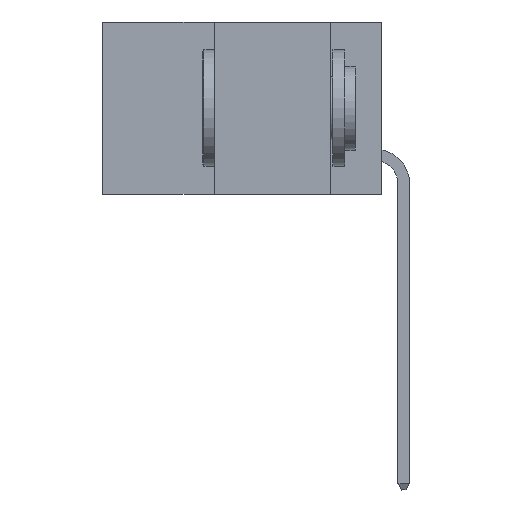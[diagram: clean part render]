
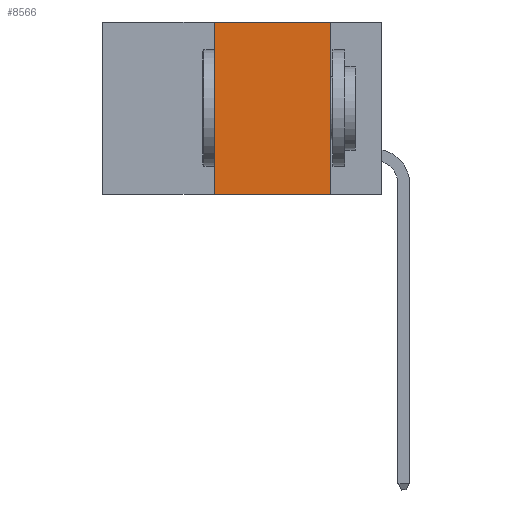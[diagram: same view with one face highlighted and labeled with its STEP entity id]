
A CAD part, left-side view. The second image highlights one B-rep face of the part: STEP entity #8566.
In plain terms, the highlighted planar face has unit normal (-1, 0, 0).
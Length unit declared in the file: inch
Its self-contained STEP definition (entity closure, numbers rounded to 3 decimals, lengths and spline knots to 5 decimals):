
#188 = VECTOR ( 'NONE', #6377, 39.37008 ) ;
#421 = DIRECTION ( 'NONE',  ( 1., 0., 0. ) ) ;
#801 = VERTEX_POINT ( 'NONE', #3115 ) ;
#1311 = LINE ( 'NONE', #9643, #8692 ) ;
#1956 = ORIENTED_EDGE ( 'NONE', *, *, #10842, .F. ) ;
#2014 = EDGE_CURVE ( 'NONE', #5639, #801, #4859, .T. ) ;
#3000 = FACE_OUTER_BOUND ( 'NONE', #8586, .T. ) ;
#3115 = CARTESIAN_POINT ( 'NONE',  ( 0., 0.11, -0.37 ) ) ;
#3284 = PLANE ( 'NONE',  #5809 ) ;
#3338 = VERTEX_POINT ( 'NONE', #10887 ) ;
#3742 = VERTEX_POINT ( 'NONE', #4554 ) ;
#4033 = ORIENTED_EDGE ( 'NONE', *, *, #7005, .F. ) ;
#4289 = DIRECTION ( 'NONE',  ( 0., 0., -1. ) ) ;
#4554 = CARTESIAN_POINT ( 'NONE',  ( 0., 0.36, 0. ) ) ;
#4574 = CARTESIAN_POINT ( 'NONE',  ( 0., 0.6, 0. ) ) ;
#4859 = LINE ( 'NONE', #9482, #6357 ) ;
#5639 = VERTEX_POINT ( 'NONE', #7646 ) ;
#5809 = AXIS2_PLACEMENT_3D ( 'NONE', #11247, #421, #4289 ) ;
#5860 = DIRECTION ( 'NONE',  ( 0., 0., -1. ) ) ;
#5881 = ORIENTED_EDGE ( 'NONE', *, *, #2014, .F. ) ;
#6037 = ORIENTED_EDGE ( 'NONE', *, *, #8932, .T. ) ;
#6357 = VECTOR ( 'NONE', #5860, 39.37008 ) ;
#6377 = DIRECTION ( 'NONE',  ( 0., -1., 0. ) ) ;
#6688 = LINE ( 'NONE', #9439, #9161 ) ;
#7005 = EDGE_CURVE ( 'NONE', #3338, #3742, #6688, .T. ) ;
#7646 = CARTESIAN_POINT ( 'NONE',  ( 0., 0.11, 0. ) ) ;
#8566 = ADVANCED_FACE ( 'NONE', ( #3000 ), #3284, .F. ) ;
#8586 = EDGE_LOOP ( 'NONE', ( #5881, #1956, #4033, #6037 ) ) ;
#8692 = VECTOR ( 'NONE', #10788, 39.37008 ) ;
#8932 = EDGE_CURVE ( 'NONE', #3338, #801, #1311, .T. ) ;
#9161 = VECTOR ( 'NONE', #9575, 39.37008 ) ;
#9439 = CARTESIAN_POINT ( 'NONE',  ( 0., 0.36, 0. ) ) ;
#9482 = CARTESIAN_POINT ( 'NONE',  ( 0., 0.11, 0. ) ) ;
#9575 = DIRECTION ( 'NONE',  ( 0., 0., 1. ) ) ;
#9643 = CARTESIAN_POINT ( 'NONE',  ( 0., 0.6, -0.37 ) ) ;
#10788 = DIRECTION ( 'NONE',  ( 0., -1., 0. ) ) ;
#10842 = EDGE_CURVE ( 'NONE', #3742, #5639, #11385, .T. ) ;
#10887 = CARTESIAN_POINT ( 'NONE',  ( 0., 0.36, -0.37 ) ) ;
#11247 = CARTESIAN_POINT ( 'NONE',  ( 0., 0.6, 0. ) ) ;
#11385 = LINE ( 'NONE', #4574, #188 ) ;
